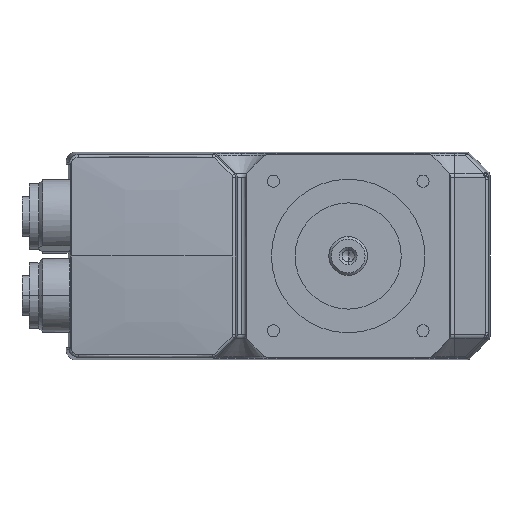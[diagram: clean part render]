
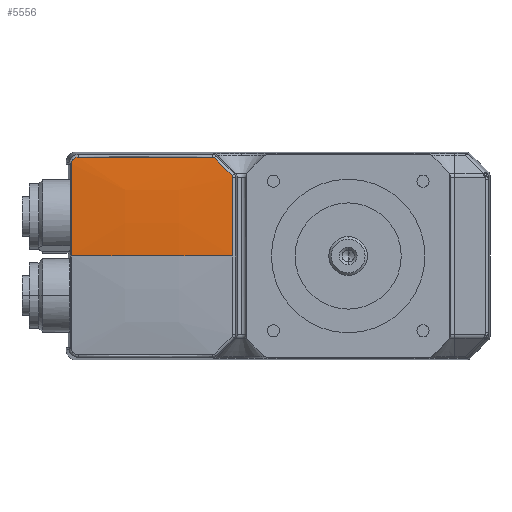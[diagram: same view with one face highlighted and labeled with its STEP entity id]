
A CAD part, front view. The second image highlights one B-rep face of the part: STEP entity #5556.
In plain terms, the highlighted toroidal (fillet/blend) face has major radius 200 mm and minor radius 400 mm.
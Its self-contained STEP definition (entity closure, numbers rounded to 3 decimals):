
#112 = VERTEX_POINT ( 'NONE', #5363 ) ;
#321 = CARTESIAN_POINT ( 'NONE',  ( -27.737, -17.638, 20.345 ) ) ;
#359 = CARTESIAN_POINT ( 'NONE',  ( -28.021, -17.623, 20.463 ) ) ;
#425 = B_SPLINE_CURVE_WITH_KNOTS ( 'NONE', 3,
 ( #359, #4505, #1216, #321 ),
 .UNSPECIFIED., .F., .F.,
 ( 4, 4 ),
 ( 0., 1. ),
 .UNSPECIFIED. ) ;
#455 = CARTESIAN_POINT ( 'NONE',  ( -23.905, -18.031, 16.335 ) ) ;
#503 = CARTESIAN_POINT ( 'NONE',  ( -57.306, -17.254, 0. ) ) ;
#599 = CARTESIAN_POINT ( 'NONE',  ( -57.308, -16.947, 12.733 ) ) ;
#617 = CARTESIAN_POINT ( 'NONE',  ( -56.767, -16.271, 20.188 ) ) ;
#803 = CARTESIAN_POINT ( 'NONE',  ( -24.022, -18.008, 16.618 ) ) ;
#941 = TOROIDAL_SURFACE ( 'NONE', #4933, -200., 400. ) ;
#1007 = CARTESIAN_POINT ( 'NONE',  ( -23.326, 181.3, 0. ) ) ;
#1160 = ORIENTED_EDGE ( 'NONE', *, *, #9384, .T. ) ;
#1216 = CARTESIAN_POINT ( 'NONE',  ( -27.812, -17.63, 20.42 ) ) ;
#1390 = CARTESIAN_POINT ( 'NONE',  ( -57.033, -16.274, 19.934 ) ) ;
#1496 = CARTESIAN_POINT ( 'NONE',  ( -56.362, -16.283, 20.404 ) ) ;
#1644 = CARTESIAN_POINT ( 'NONE',  ( -28.021, -17.623, 20.463 ) ) ;
#1657 = EDGE_LOOP ( 'NONE', ( #4062, #9073, #4899, #5688, #1160, #6598, #1780, #9722 ) ) ;
#1690 = EDGE_CURVE ( 'NONE', #9630, #5197, #6801, .T. ) ;
#1780 = ORIENTED_EDGE ( 'NONE', *, *, #5792, .F. ) ;
#2046 = CARTESIAN_POINT ( 'NONE',  ( -25.311, -17.898, 17.911 ) ) ;
#2153 = CARTESIAN_POINT ( 'NONE',  ( -24.022, -18.008, 16.618 ) ) ;
#2215 = CARTESIAN_POINT ( 'NONE',  ( -56.534, -16.276, 20.332 ) ) ;
#2356 = CARTESIAN_POINT ( 'NONE',  ( -55.912, -16.313, 20.474 ) ) ;
#2429 = CARTESIAN_POINT ( 'NONE',  ( -24.022, -18.008, 16.618 ) ) ;
#2889 = CIRCLE ( 'NONE', #5267, 400. ) ;
#2946 = EDGE_CURVE ( 'NONE', #5197, #3889, #2889, .T. ) ;
#3096 = CARTESIAN_POINT ( 'NONE',  ( -57.314, -16.336, 19.07 ) ) ;
#3131 = CARTESIAN_POINT ( 'NONE',  ( -56.839, -16.271, 20.128 ) ) ;
#3576 = CARTESIAN_POINT ( 'NONE',  ( -57.314, -16.336, 19.07 ) ) ;
#3817 = VERTEX_POINT ( 'NONE', #9043 ) ;
#3889 = VERTEX_POINT ( 'NONE', #5901 ) ;
#4062 = ORIENTED_EDGE ( 'NONE', *, *, #1690, .T. ) ;
#4277 = DIRECTION ( 'NONE',  ( 0., 0., 1. ) ) ;
#4460 = B_SPLINE_CURVE_WITH_KNOTS ( 'NONE', 3,
 ( #6919, #4793, #9529, #9568, #1496, #2215, #5491, #617, #3131, #1390, #6418, #4728, #7908, #3096 ),
 .UNSPECIFIED., .F., .F.,
 ( 4, 2, 2, 2, 2, 2, 4 ),
 ( 0., 0.125, 0.25, 0.375, 0.5, 0.75, 1. ),
 .UNSPECIFIED. ) ;
#4505 = CARTESIAN_POINT ( 'NONE',  ( -27.914, -17.624, 20.463 ) ) ;
#4600 = VERTEX_POINT ( 'NONE', #2356 ) ;
#4644 = CARTESIAN_POINT ( 'NONE',  ( -57.314, -16.336, 19.07 ) ) ;
#4728 = CARTESIAN_POINT ( 'NONE',  ( -57.277, -16.303, 19.439 ) ) ;
#4793 = CARTESIAN_POINT ( 'NONE',  ( -56.003, -16.305, 20.475 ) ) ;
#4899 = ORIENTED_EDGE ( 'NONE', *, *, #6689, .T. ) ;
#4933 = AXIS2_PLACEMENT_3D ( 'NONE', #1007, #7873, #7726 ) ;
#5101 = DIRECTION ( 'NONE',  ( 0., -1., 0. ) ) ;
#5179 = FACE_OUTER_BOUND ( 'NONE', #1657, .T. ) ;
#5197 = VERTEX_POINT ( 'NONE', #503 ) ;
#5267 = AXIS2_PLACEMENT_3D ( 'NONE', #5860, #4277, #5101 ) ;
#5363 = CARTESIAN_POINT ( 'NONE',  ( -27.737, -17.638, 20.345 ) ) ;
#5418 = VERTEX_POINT ( 'NONE', #803 ) ;
#5441 = CARTESIAN_POINT ( 'NONE',  ( -23.905, -18.023, 16.44 ) ) ;
#5491 = CARTESIAN_POINT ( 'NONE',  ( -56.615, -16.273, 20.289 ) ) ;
#5556 = ADVANCED_FACE ( 'NONE', ( #5179 ), #941, .T. ) ;
#5688 = ORIENTED_EDGE ( 'NONE', *, *, #7330, .T. ) ;
#5792 = EDGE_CURVE ( 'NONE', #4600, #8569, #10564, .T. ) ;
#5860 = CARTESIAN_POINT ( 'NONE',  ( -23.326, 381.3, 0. ) ) ;
#5901 = CARTESIAN_POINT ( 'NONE',  ( -23.917, -18.7, 0. ) ) ;
#6305 = CARTESIAN_POINT ( 'NONE',  ( -23.905, -18.031, 16.335 ) ) ;
#6352 = CARTESIAN_POINT ( 'NONE',  ( -28.021, -17.623, 20.463 ) ) ;
#6418 = CARTESIAN_POINT ( 'NONE',  ( -57.137, -16.281, 19.777 ) ) ;
#6598 = ORIENTED_EDGE ( 'NONE', *, *, #7601, .F. ) ;
#6689 = EDGE_CURVE ( 'NONE', #3889, #3817, #7645, .T. ) ;
#6801 = B_SPLINE_CURVE_WITH_KNOTS ( 'NONE', 3,
 ( #4644, #599, #7734, #9644 ),
 .UNSPECIFIED., .F., .F.,
 ( 4, 4 ),
 ( 0., 0.5 ),
 .UNSPECIFIED. ) ;
#6919 = CARTESIAN_POINT ( 'NONE',  ( -55.912, -16.313, 20.474 ) ) ;
#7035 = CARTESIAN_POINT ( 'NONE',  ( -55.912, -16.313, 20.474 ) ) ;
#7087 = CARTESIAN_POINT ( 'NONE',  ( -23.913, -18.477, 10.902 ) ) ;
#7330 = EDGE_CURVE ( 'NONE', #3817, #5418, #9053, .T. ) ;
#7601 = EDGE_CURVE ( 'NONE', #8569, #112, #425, .T. ) ;
#7645 = B_SPLINE_CURVE_WITH_KNOTS ( 'NONE', 3,
 ( #9444, #10364, #7087, #6305 ),
 .UNSPECIFIED., .F., .F.,
 ( 4, 4 ),
 ( 0.5, 1. ),
 .UNSPECIFIED. ) ;
#7726 = DIRECTION ( 'NONE',  ( 0., 1., 0. ) ) ;
#7734 = CARTESIAN_POINT ( 'NONE',  ( -57.306, -17.254, 6.367 ) ) ;
#7791 = B_SPLINE_CURVE_WITH_KNOTS ( 'NONE', 3,
 ( #2429, #2046, #9297, #10130 ),
 .UNSPECIFIED., .F., .F.,
 ( 4, 4 ),
 ( 0., 1. ),
 .UNSPECIFIED. ) ;
#7855 = CARTESIAN_POINT ( 'NONE',  ( -23.947, -18.014, 16.543 ) ) ;
#7873 = DIRECTION ( 'NONE',  ( 1., 0., 0. ) ) ;
#7908 = CARTESIAN_POINT ( 'NONE',  ( -57.314, -16.318, 19.254 ) ) ;
#8569 = VERTEX_POINT ( 'NONE', #1644 ) ;
#9043 = CARTESIAN_POINT ( 'NONE',  ( -23.905, -18.031, 16.335 ) ) ;
#9053 = B_SPLINE_CURVE_WITH_KNOTS ( 'NONE', 3,
 ( #455, #5441, #7855, #2153 ),
 .UNSPECIFIED., .F., .F.,
 ( 4, 4 ),
 ( 0., 1. ),
 .UNSPECIFIED. ) ;
#9073 = ORIENTED_EDGE ( 'NONE', *, *, #2946, .T. ) ;
#9297 = CARTESIAN_POINT ( 'NONE',  ( -26.55, -17.773, 19.154 ) ) ;
#9384 = EDGE_CURVE ( 'NONE', #5418, #112, #7791, .T. ) ;
#9444 = CARTESIAN_POINT ( 'NONE',  ( -23.917, -18.7, 0. ) ) ;
#9529 = CARTESIAN_POINT ( 'NONE',  ( -56.094, -16.299, 20.466 ) ) ;
#9542 = CARTESIAN_POINT ( 'NONE',  ( -46.63, -17.076, 20.468 ) ) ;
#9568 = CARTESIAN_POINT ( 'NONE',  ( -56.276, -16.287, 20.43 ) ) ;
#9630 = VERTEX_POINT ( 'NONE', #3576 ) ;
#9644 = CARTESIAN_POINT ( 'NONE',  ( -57.306, -17.254, 0. ) ) ;
#9722 = ORIENTED_EDGE ( 'NONE', *, *, #9858, .T. ) ;
#9858 = EDGE_CURVE ( 'NONE', #4600, #9630, #4460, .T. ) ;
#10130 = CARTESIAN_POINT ( 'NONE',  ( -27.737, -17.638, 20.345 ) ) ;
#10364 = CARTESIAN_POINT ( 'NONE',  ( -23.917, -18.7, 5.451 ) ) ;
#10377 = CARTESIAN_POINT ( 'NONE',  ( -37.333, -17.513, 20.464 ) ) ;
#10564 = B_SPLINE_CURVE_WITH_KNOTS ( 'NONE', 3,
 ( #7035, #9542, #10377, #6352 ),
 .UNSPECIFIED., .F., .F.,
 ( 4, 4 ),
 ( 0., 1. ),
 .UNSPECIFIED. ) ;
